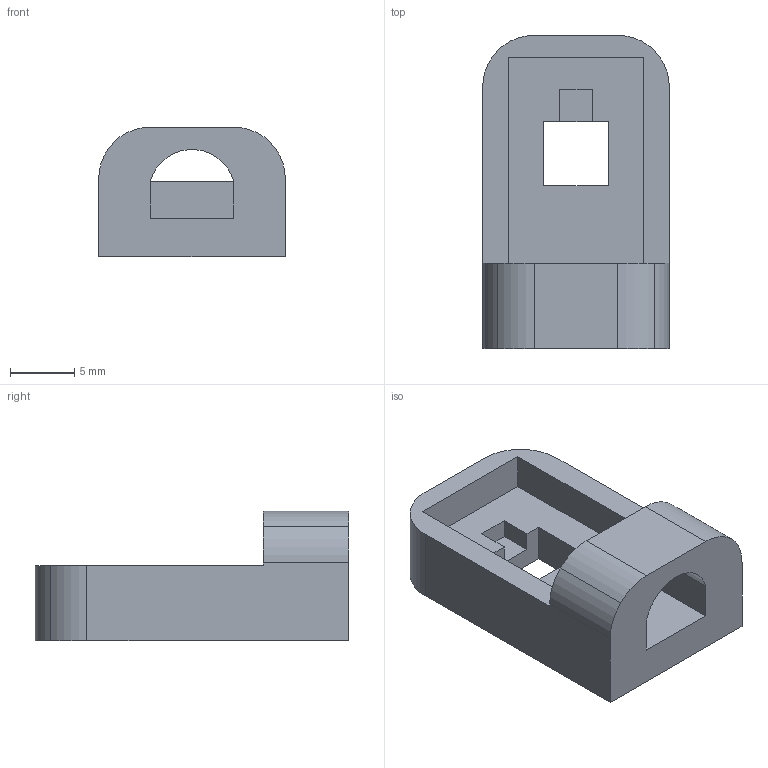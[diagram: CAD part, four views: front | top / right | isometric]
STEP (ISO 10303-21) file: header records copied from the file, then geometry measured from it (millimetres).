
FILE_DESCRIPTION(('STEP AP214'),'1');
FILE_NAME('stul1-drzakLEDpaskui.stp','2018-11-23T13:17:49',(' '),(' '),'Spatial InterOp 3D',' ',' ');
FILE_SCHEMA(('automotive_design'));
Length unit declared in the file: metre
Products named in the file (1): 1
Bounding box: 14.5 x 24.34 x 10.08 mm (x, y, z)
Volume: 1620 mm3; surface area: 1515.8 mm2
Topology: 1 solids, 1 shells, 31 faces, 90 edges, 60 vertices
Faces by surface type: plane 22, cylinder 9
Entity records: 1303 total; most frequent: CARTESIAN_POINT 182, ORIENTED_EDGE 180, DIRECTION 172, EDGE_CURVE 90, LINE 72, VECTOR 72, VERTEX_POINT 60, AXIS2_PLACEMENT_3D 50
